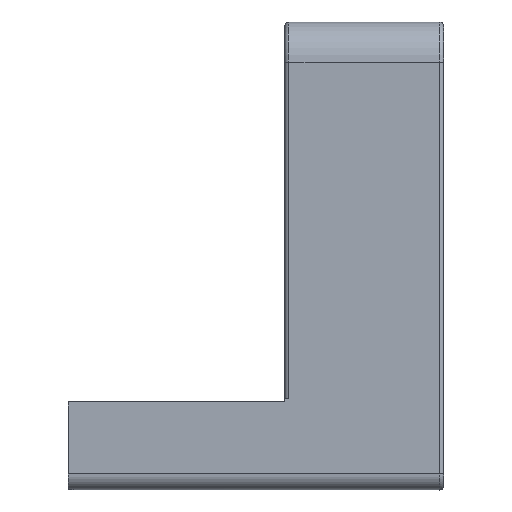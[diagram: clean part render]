
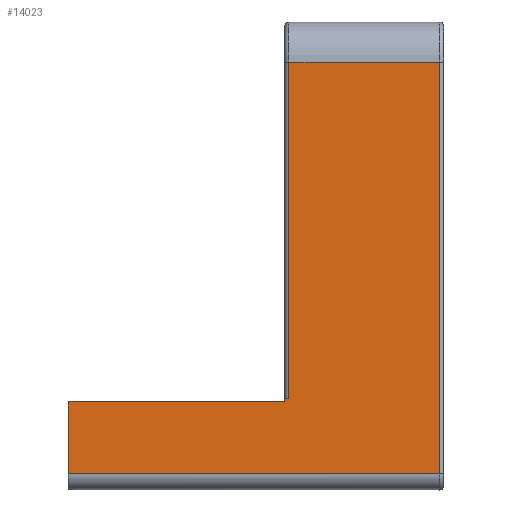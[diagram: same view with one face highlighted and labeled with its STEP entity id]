
A CAD part, left-side view. The second image highlights one B-rep face of the part: STEP entity #14023.
In plain terms, the highlighted planar face has unit normal (-1, 0, 0).
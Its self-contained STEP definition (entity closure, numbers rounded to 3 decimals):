
#1214=FACE_OUTER_BOUND('',#2052,.T.);
#2052=EDGE_LOOP('',(#10947,#10948,#10949,#10950,#10951,#10952,#10953,#10954));
#2507=LINE('',#20395,#3627);
#2600=LINE('',#22304,#3720);
#2660=LINE('',#22462,#3780);
#2879=LINE('',#23511,#3999);
#2963=LINE('',#23711,#4083);
#3022=LINE('',#24239,#4142);
#3023=LINE('',#24240,#4143);
#3024=LINE('',#24241,#4144);
#3627=VECTOR('',#16083,10.);
#3720=VECTOR('',#16634,10.);
#3780=VECTOR('',#16742,10.);
#3999=VECTOR('',#17605,10.);
#4083=VECTOR('',#17831,10.);
#4142=VECTOR('',#18092,10.);
#4143=VECTOR('',#18093,10.);
#4144=VECTOR('',#18094,10.);
#5479=VERTEX_POINT('',#20391);
#5480=VERTEX_POINT('',#20393);
#5657=VERTEX_POINT('',#22248);
#5676=VERTEX_POINT('',#22302);
#5740=VERTEX_POINT('',#22460);
#6029=VERTEX_POINT('',#23709);
#6105=VERTEX_POINT('',#24237);
#6106=VERTEX_POINT('',#24238);
#6819=EDGE_CURVE('',#5480,#5479,#2507,.T.);
#7115=EDGE_CURVE('',#5676,#5657,#2600,.T.);
#7190=EDGE_CURVE('',#5740,#5676,#2660,.T.);
#7594=EDGE_CURVE('',#5479,#5740,#2879,.T.);
#7694=EDGE_CURVE('',#6029,#5480,#2963,.T.);
#7823=EDGE_CURVE('',#6105,#6106,#3022,.T.);
#7824=EDGE_CURVE('',#5657,#6105,#3023,.T.);
#7825=EDGE_CURVE('',#6106,#6029,#3024,.T.);
#10947=ORIENTED_EDGE('',*,*,#7823,.F.);
#10948=ORIENTED_EDGE('',*,*,#7824,.F.);
#10949=ORIENTED_EDGE('',*,*,#7115,.F.);
#10950=ORIENTED_EDGE('',*,*,#7190,.F.);
#10951=ORIENTED_EDGE('',*,*,#7594,.F.);
#10952=ORIENTED_EDGE('',*,*,#6819,.F.);
#10953=ORIENTED_EDGE('',*,*,#7694,.F.);
#10954=ORIENTED_EDGE('',*,*,#7825,.F.);
#13453=PLANE('',#15229);
#14023=ADVANCED_FACE('',(#1214),#13453,.T.);
#15229=AXIS2_PLACEMENT_3D('',#24236,#18090,#18091);
#16083=DIRECTION('',(0.,-1.,0.));
#16634=DIRECTION('',(0.,0.,-1.));
#16742=DIRECTION('',(0.,-1.,0.));
#17605=DIRECTION('',(0.,0.,1.));
#17831=DIRECTION('',(0.,0.,1.));
#18090=DIRECTION('center_axis',(-1.,0.,
0.));
#18091=DIRECTION('ref_axis',(0.,0.,-1.));
#18092=DIRECTION('',(0.,0.,1.));
#18093=DIRECTION('',(0.,1.,0.));
#18094=DIRECTION('',(0.,-1.,0.));
#20391=CARTESIAN_POINT('',(104.,109.557,19.803));
#20393=CARTESIAN_POINT('',(104.,110.057,19.803));
#20395=CARTESIAN_POINT('',(104.,104.509,19.803));
#22248=CARTESIAN_POINT('',(104.,90.807,10.443));
#22302=CARTESIAN_POINT('',(104.,90.807,61.7));
#22304=CARTESIAN_POINT('',(104.,90.807,57.579));
#22460=CARTESIAN_POINT('',(104.,109.557,61.7));
#22462=CARTESIAN_POINT('',(104.,109.057,61.7));
#23511=CARTESIAN_POINT('',(104.,109.557,42.44));
#23709=CARTESIAN_POINT('',(104.,110.057,19.403));
#23711=CARTESIAN_POINT('',(104.,110.057,52.634));
#24236=CARTESIAN_POINT('Origin',(104.,109.057,67.7));
#24237=CARTESIAN_POINT('',(104.,137.007,10.443));
#24238=CARTESIAN_POINT('',(104.,137.007,19.403));
#24239=CARTESIAN_POINT('',(104.,137.007,10.443));
#24240=CARTESIAN_POINT('',(104.,130.007,10.443));
#24241=CARTESIAN_POINT('',(104.,116.17,19.403));
